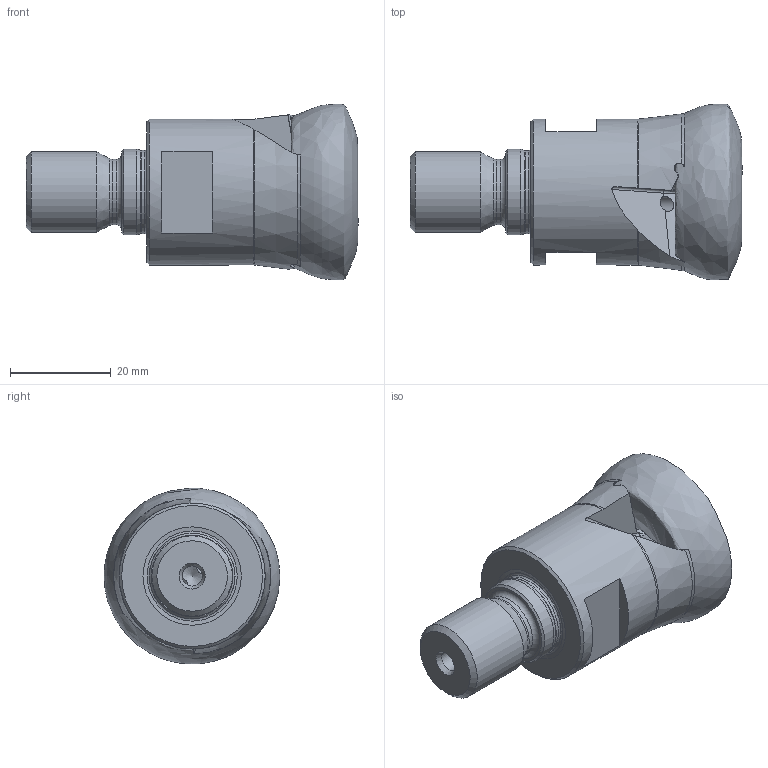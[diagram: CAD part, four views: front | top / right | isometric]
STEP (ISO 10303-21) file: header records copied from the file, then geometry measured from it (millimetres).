
FILE_DESCRIPTION (( 'STEP AP214' ), '1' );
FILE_NAME ('ESF-35-M16-12-2.STEP', '2013-10-30T14:52:07', ( '' ), ( '' ), 'SwSTEP 2.0', 'SolidWorks 2013', '' );
FILE_SCHEMA (( 'AUTOMOTIVE_DESIGN' ));
Length unit declared in the file: millimetre
Products named in the file (1): ESF-35-M16-12-2
Bounding box: 65.95 x 34.9 x 34.94 mm (x, y, z)
Volume: 32407.5 mm3; surface area: 7989.2 mm2
Topology: 1 solids, 1 shells, 118 faces, 316 edges, 201 vertices
Faces by surface type: plane 47, cylinder 29, cone 22, bspline 11, torus 9
Full cylindrical faces by diameter (mm): 3 x2, 4 x1, 13 x1, 16 x1, 16.558 x1, 17 x2, 29 x1
Entity records: 6177 total; most frequent: CARTESIAN_POINT 3643, ORIENTED_EDGE 556, DIRECTION 440, EDGE_CURVE 278, VERTEX_POINT 188, AXIS2_PLACEMENT_3D 182, EDGE_LOOP 144, FACE_OUTER_BOUND 131
